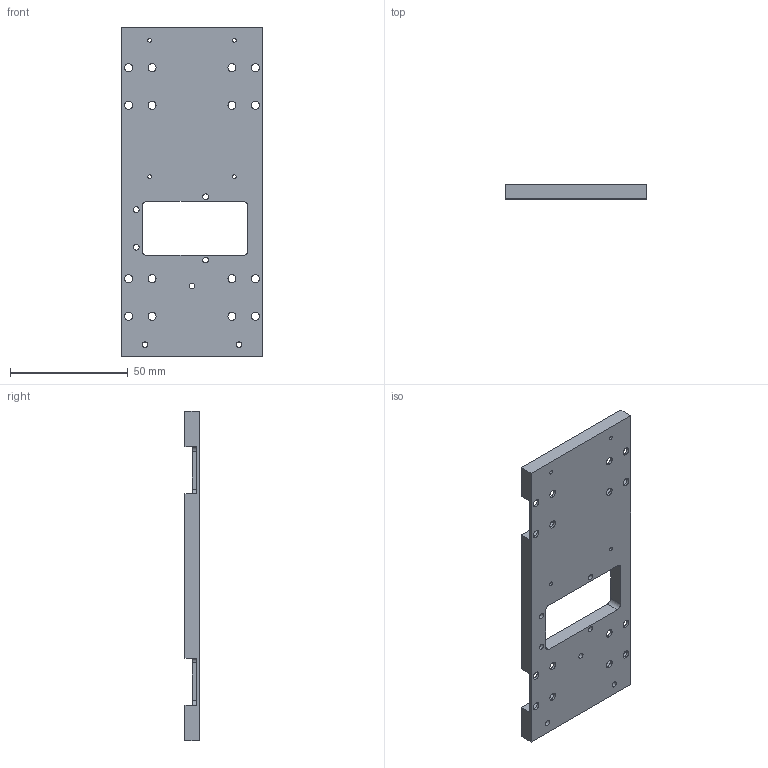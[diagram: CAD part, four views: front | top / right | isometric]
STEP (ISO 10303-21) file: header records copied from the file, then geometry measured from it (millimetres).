
FILE_DESCRIPTION(/* description */ (''),/* implementation_level */ '2;1');
FILE_NAME(/* name */ 'servotable_ipt_b8d314ac.STEP',/* time_stamp */ '2022-06-02T14:50:38+03:00',/* author */ ('Sulieman DAHER'),/* organization */ (''),/* preprocessor_version */ 'ST-DEVELOPER v16.13',/* originating_system */ 'Autodesk Inventor 2018',/* authorisation */ '');
FILE_SCHEMA (('AUTOMOTIVE_DESIGN { 1 0 10303 214 3 1 1 }'));
Length unit declared in the file: millimetre
Products named in the file (1): servotable
Bounding box: 60 x 6 x 140 mm (x, y, z)
Volume: 33656.5 mm3; surface area: 18982 mm2
Topology: 1 solids, 1 shells, 69 faces, 222 edges, 157 vertices
Faces by surface type: cylinder 41, plane 28
Full cylindrical faces by diameter (mm): 1.567 x4, 2.4 x4, 2.459 x3, 3.242 x2, 3.4 x16
Entity records: 2277 total; most frequent: DIRECTION 388, CARTESIAN_POINT 366, ORIENTED_EDGE 332, EDGE_CURVE 166, EDGE_LOOP 156, AXIS2_PLACEMENT_3D 152, VERTEX_POINT 130, FACE_BOUND 87
